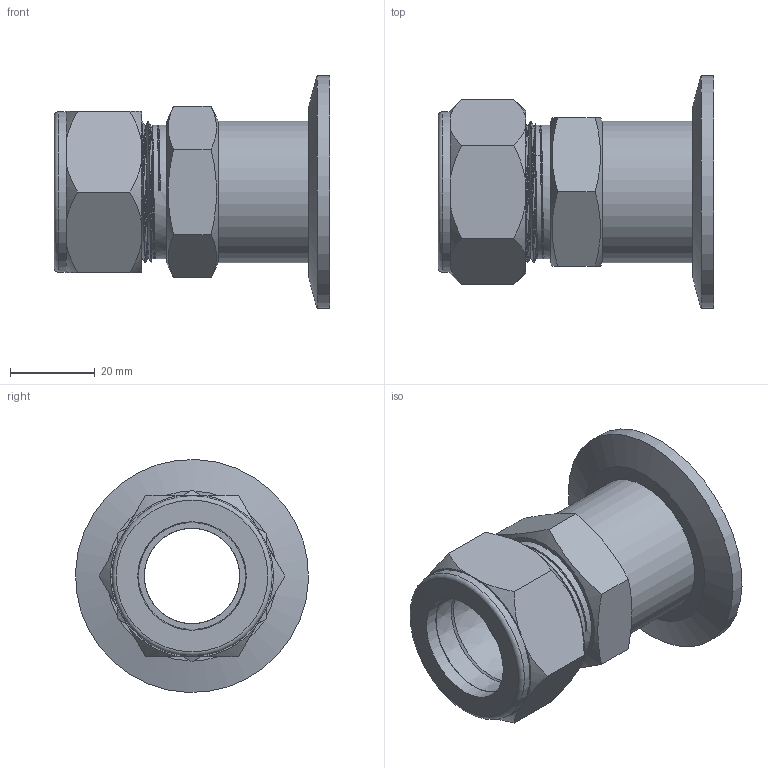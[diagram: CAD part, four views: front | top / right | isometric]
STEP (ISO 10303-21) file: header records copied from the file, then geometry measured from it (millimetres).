
FILE_DESCRIPTION (( 'STEP AP214' ), '1' );
FILE_NAME ('1KF40DB1FULLVAC.STEP', '2025-07-02T10:59:31', ( '' ), ( '' ), 'SwSTEP 2.0', 'SolidWorks 2017', '' );
FILE_SCHEMA (( 'AUTOMOTIVE_DESIGN' ));
Length unit declared in the file: millimetre
Products named in the file (1): 1KF40DB1FULLVAC
Bounding box: 65 x 54.97 x 54.97 mm (x, y, z)
Surface area: 21540.9 mm2 (no closed solid volume)
Topology: 0 solids, 8 shells, 69 faces, 185 edges, 127 vertices
Faces by surface type: plane 25, cone 20, cylinder 17, bspline 6, torus 1
Full cylindrical faces by diameter (mm): 22.5 x2, 25.6 x2, 31.5 x1, 31.55 x1, 33.33 x1, 37.8 x1, 41.2 x1, 55 x1
Entity records: 6512 total; most frequent: CARTESIAN_POINT 4263, ORIENTED_EDGE 287, DIRECTION 273, EDGE_CURVE 159, VERTEX_POINT 120, AXIS2_PLACEMENT_3D 117, EDGE_LOOP 97, FACE_OUTER_BOUND 79
